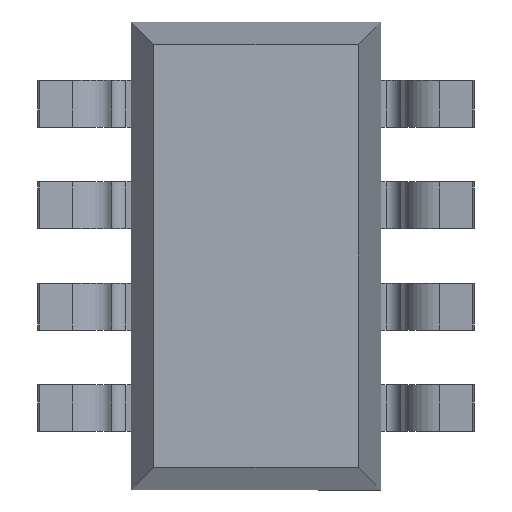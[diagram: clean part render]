
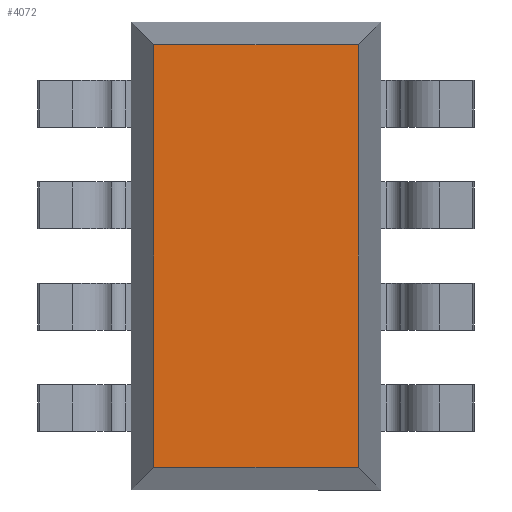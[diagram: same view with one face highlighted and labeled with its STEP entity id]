
A CAD part, front view. The second image highlights one B-rep face of the part: STEP entity #4072.
In plain terms, the highlighted planar face has unit normal (0, -1, 0).
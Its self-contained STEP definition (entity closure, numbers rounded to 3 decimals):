
#73 = DIRECTION ( 'NONE',  ( -1., 0., 0. ) ) ;
#121 = CARTESIAN_POINT ( 'NONE',  ( 0.8, 0.15, 1.355 ) ) ;
#130 = DIRECTION ( 'NONE',  ( 0., 0., -1. ) ) ;
#173 = CARTESIAN_POINT ( 'NONE',  ( 0.655, 0.15, -1.5 ) ) ;
#198 = EDGE_CURVE ( 'NONE', #3719, #2200, #2278, .T. ) ;
#217 = LINE ( 'NONE', #3189, #2062 ) ;
#264 = CARTESIAN_POINT ( 'NONE',  ( -0.655, 0.15, 1.5 ) ) ;
#349 = LINE ( 'NONE', #264, #1800 ) ;
#410 = ORIENTED_EDGE ( 'NONE', *, *, #2625, .T. ) ;
#651 = AXIS2_PLACEMENT_3D ( 'NONE', #1385, #2633, #130 ) ;
#673 = DIRECTION ( 'NONE',  ( 1., 0., 0. ) ) ;
#680 = LINE ( 'NONE', #121, #1023 ) ;
#758 = PLANE ( 'NONE',  #651 ) ;
#849 = CARTESIAN_POINT ( 'NONE',  ( 0.655, 0.15, -1.355 ) ) ;
#1023 = VECTOR ( 'NONE', #73, 1000. ) ;
#1194 = DIRECTION ( 'NONE',  ( 0., 0., -1. ) ) ;
#1385 = CARTESIAN_POINT ( 'NONE',  ( 0., 0.15, 0. ) ) ;
#1634 = EDGE_CURVE ( 'NONE', #4020, #3719, #217, .T. ) ;
#1755 = CARTESIAN_POINT ( 'NONE',  ( -0.655, 0.15, 1.355 ) ) ;
#1769 = EDGE_LOOP ( 'NONE', ( #2619, #1821, #3990, #410 ) ) ;
#1800 = VECTOR ( 'NONE', #1194, 1000. ) ;
#1821 = ORIENTED_EDGE ( 'NONE', *, *, #198, .T. ) ;
#2062 = VECTOR ( 'NONE', #673, 1000. ) ;
#2131 = VECTOR ( 'NONE', #2656, 1000. ) ;
#2200 = VERTEX_POINT ( 'NONE', #3230 ) ;
#2278 = LINE ( 'NONE', #173, #2131 ) ;
#2447 = VERTEX_POINT ( 'NONE', #1755 ) ;
#2619 = ORIENTED_EDGE ( 'NONE', *, *, #1634, .T. ) ;
#2625 = EDGE_CURVE ( 'NONE', #2447, #4020, #349, .T. ) ;
#2633 = DIRECTION ( 'NONE',  ( 0., -1., 0. ) ) ;
#2656 = DIRECTION ( 'NONE',  ( 0., 0., 1. ) ) ;
#2900 = EDGE_CURVE ( 'NONE', #2200, #2447, #680, .T. ) ;
#3189 = CARTESIAN_POINT ( 'NONE',  ( -0.8, 0.15, -1.355 ) ) ;
#3230 = CARTESIAN_POINT ( 'NONE',  ( 0.655, 0.15, 1.355 ) ) ;
#3484 = FACE_OUTER_BOUND ( 'NONE', #1769, .T. ) ;
#3512 = CARTESIAN_POINT ( 'NONE',  ( -0.655, 0.15, -1.355 ) ) ;
#3719 = VERTEX_POINT ( 'NONE', #849 ) ;
#3990 = ORIENTED_EDGE ( 'NONE', *, *, #2900, .T. ) ;
#4020 = VERTEX_POINT ( 'NONE', #3512 ) ;
#4072 = ADVANCED_FACE ( 'NONE', ( #3484 ), #758, .T. ) ;
